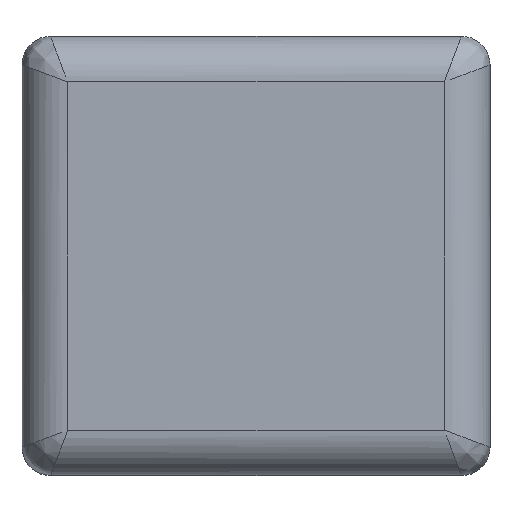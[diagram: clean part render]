
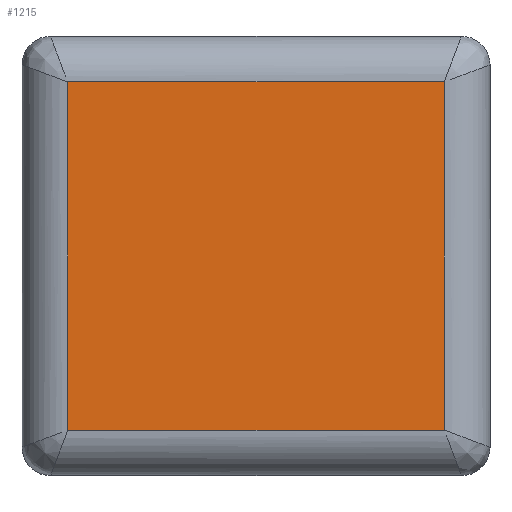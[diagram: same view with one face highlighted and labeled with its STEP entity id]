
A CAD part, left-side view. The second image highlights one B-rep face of the part: STEP entity #1215.
In plain terms, the highlighted planar face has unit normal (-1, 0, 0).
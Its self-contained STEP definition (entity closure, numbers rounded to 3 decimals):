
#137 = DIRECTION ( 'NONE',  ( 0., -1., 0. ) ) ;
#260 = EDGE_CURVE ( 'NONE', #1332, #307, #2536, .T. ) ;
#303 = VERTEX_POINT ( 'NONE', #1253 ) ;
#307 = VERTEX_POINT ( 'NONE', #1657 ) ;
#348 = FACE_OUTER_BOUND ( 'NONE', #644, .T. ) ;
#359 = CARTESIAN_POINT ( 'NONE',  ( -0.8, 0., 0.08 ) ) ;
#378 = ORIENTED_EDGE ( 'NONE', *, *, #2101, .T. ) ;
#397 = AXIS2_PLACEMENT_3D ( 'NONE', #1728, #1718, #1707 ) ;
#416 = DIRECTION ( 'NONE',  ( 0., 0., 1. ) ) ;
#454 = CARTESIAN_POINT ( 'NONE',  ( -0.8, -0.33, 0.77 ) ) ;
#539 = CARTESIAN_POINT ( 'NONE',  ( -0.8, -0.41, 0.69 ) ) ;
#586 = VECTOR ( 'NONE', #416, 1000. ) ;
#644 = EDGE_LOOP ( 'NONE', ( #1857, #2330, #1448, #378 ) ) ;
#1067 = CARTESIAN_POINT ( 'NONE',  ( -0.8, -0.33, 0.08 ) ) ;
#1205 = VERTEX_POINT ( 'NONE', #2517 ) ;
#1215 = ADVANCED_FACE ( 'NONE', ( #348 ), #1918, .F. ) ;
#1253 = CARTESIAN_POINT ( 'NONE',  ( -0.8, 0.33, 0.69 ) ) ;
#1332 = VERTEX_POINT ( 'NONE', #1067 ) ;
#1340 = LINE ( 'NONE', #359, #2408 ) ;
#1349 = EDGE_CURVE ( 'NONE', #1205, #1332, #1340, .T. ) ;
#1428 = EDGE_CURVE ( 'NONE', #303, #1205, #2528, .T. ) ;
#1448 = ORIENTED_EDGE ( 'NONE', *, *, #260, .T. ) ;
#1657 = CARTESIAN_POINT ( 'NONE',  ( -0.8, -0.33, 0.69 ) ) ;
#1707 = DIRECTION ( 'NONE',  ( 0., 0., -1. ) ) ;
#1718 = DIRECTION ( 'NONE',  ( 1., 0., 0. ) ) ;
#1728 = CARTESIAN_POINT ( 'NONE',  ( -0.8, -0.41, 0.77 ) ) ;
#1857 = ORIENTED_EDGE ( 'NONE', *, *, #1428, .T. ) ;
#1893 = LINE ( 'NONE', #539, #2716 ) ;
#1918 = PLANE ( 'NONE',  #397 ) ;
#1993 = DIRECTION ( 'NONE',  ( 0., 1., 0. ) ) ;
#2101 = EDGE_CURVE ( 'NONE', #307, #303, #1893, .T. ) ;
#2238 = DIRECTION ( 'NONE',  ( 0., 0., -1. ) ) ;
#2243 = CARTESIAN_POINT ( 'NONE',  ( -0.8, 0.33, 0.77 ) ) ;
#2330 = ORIENTED_EDGE ( 'NONE', *, *, #1349, .T. ) ;
#2408 = VECTOR ( 'NONE', #137, 1000. ) ;
#2517 = CARTESIAN_POINT ( 'NONE',  ( -0.8, 0.33, 0.08 ) ) ;
#2528 = LINE ( 'NONE', #2243, #2651 ) ;
#2536 = LINE ( 'NONE', #454, #586 ) ;
#2651 = VECTOR ( 'NONE', #2238, 1000. ) ;
#2716 = VECTOR ( 'NONE', #1993, 1000. ) ;
